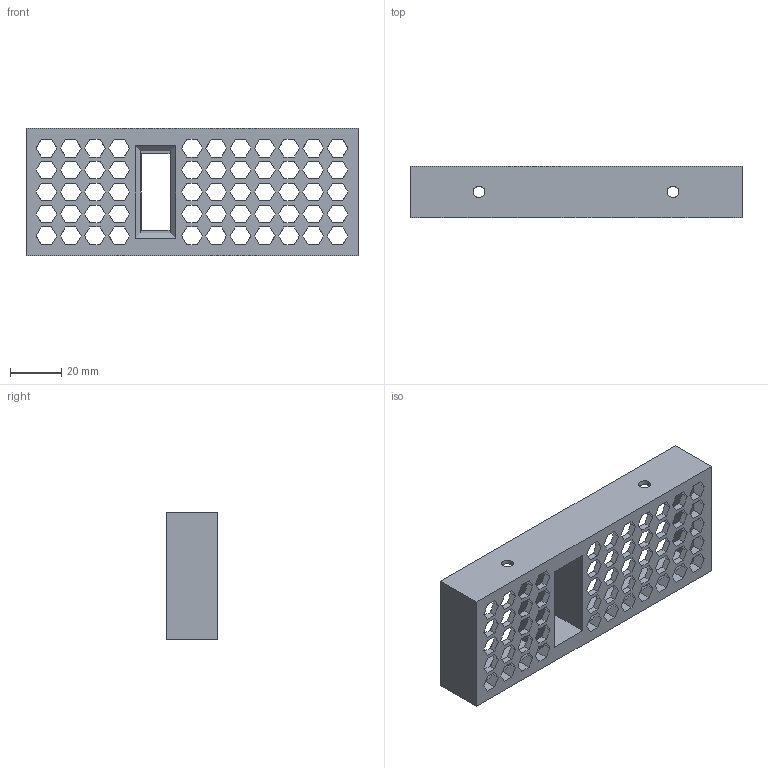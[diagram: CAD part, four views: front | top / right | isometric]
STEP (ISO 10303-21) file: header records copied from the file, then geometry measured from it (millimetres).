
FILE_DESCRIPTION(/* description */ ('STEP AP214'),/* implementation_level */ '2;1');
FILE_NAME(/* name */ '610e7237a460de3fae85ecf2',/* time_stamp */ '2021-08-07T11:44:56+00:00',/* author */ (''),/* organization */ (''),/* preprocessor_version */ 'ST-DEVELOPER v18.1',/* originating_system */ ' ',/* authorisation */ ' ');
FILE_SCHEMA (('AUTOMOTIVE_DESIGN {1 0 10303 214 3 1 1}'));
Length unit declared in the file: metre
Products named in the file (1): Part 1
Bounding box: 130 x 20 x 50 mm (x, y, z)
Volume: 31758.5 mm3; surface area: 26501.7 mm2
Topology: 1 solids, 1 shells, 373 faces, 1186 edges, 788 vertices
Faces by surface type: plane 361, cylinder 12
Full cylindrical faces by diameter (mm): 4.6 x4, 8.5 x2
Entity records: 13204 total; most frequent: CARTESIAN_POINT 2366, ORIENTED_EDGE 2352, DIRECTION 2080, EDGE_CURVE 1176, LINE 1012, VECTOR 1012, VERTEX_POINT 784, AXIS2_PLACEMENT_3D 534
